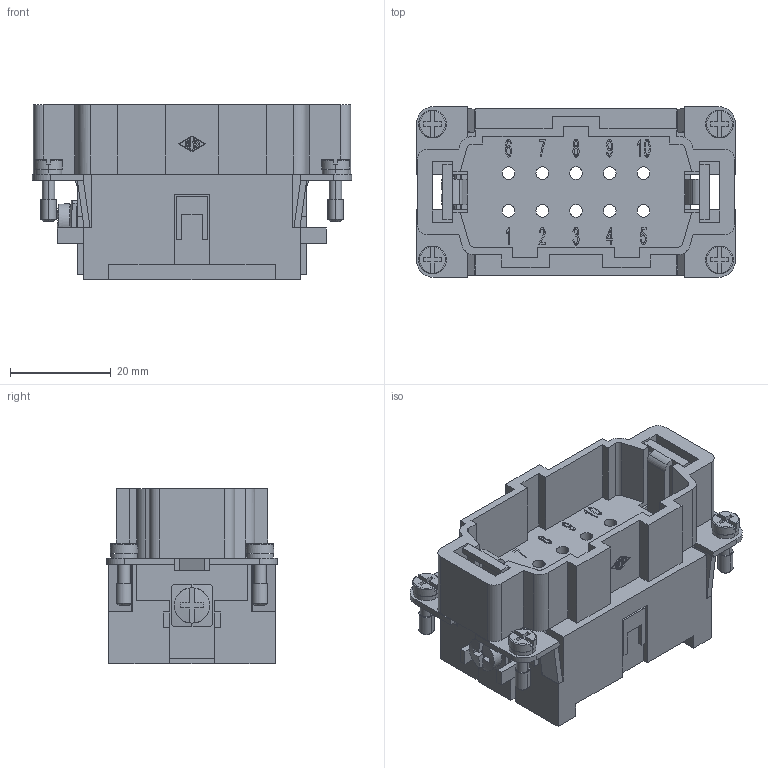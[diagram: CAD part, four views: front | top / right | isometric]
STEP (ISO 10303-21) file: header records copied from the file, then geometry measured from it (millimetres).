
FILE_DESCRIPTION(('Creo Elements/Direct Modeling STEP Export'),'2;1');
FILE_NAME('0ln7uvk46bloi3p4616','2016-12-23T11:34:16',(''),(''),'PTC Creo Elements/Direct Modeling STEP processor for AP214 (Solid Model)','PTC Creo Elements/Direct Modeling 19.0E 27-Jun-2016 (C) Parametric Technology GmbH','');
FILE_SCHEMA(('AUTOMOTIVE_DESIGN { 1 0 10303 214 1 1 1 1 }'));
Length unit declared in the file: millimetre
Products named in the file (1): RCEM_10
Bounding box: 63.4 x 34 x 34.9 mm (x, y, z)
Volume: 31718.7 mm3; surface area: 19689.3 mm2
Topology: 1 solids, 1 shells, 910 faces, 2476 edges, 1631 vertices
Faces by surface type: plane 548, bspline 186, cylinder 146, torus 16, cone 8, sphere 6
Entity records: 37505 total; most frequent: CARTESIAN_POINT 8038, ORIENTED_EDGE 4956, DIRECTION 3929, EDGE_CURVE 2478, VECTOR 1701, LINE 1701, VERTEX_POINT 1631, AXIS2_PLACEMENT_3D 1114
